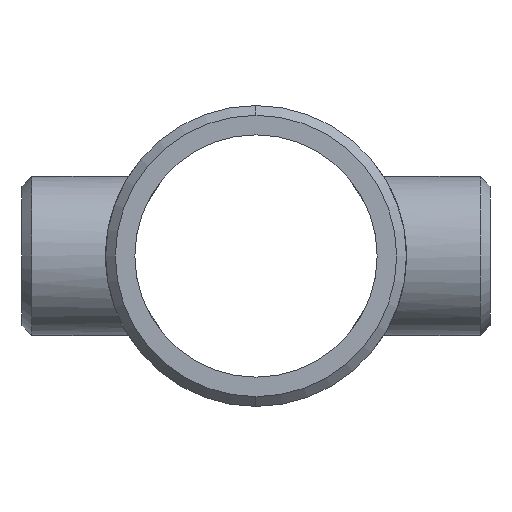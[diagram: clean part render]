
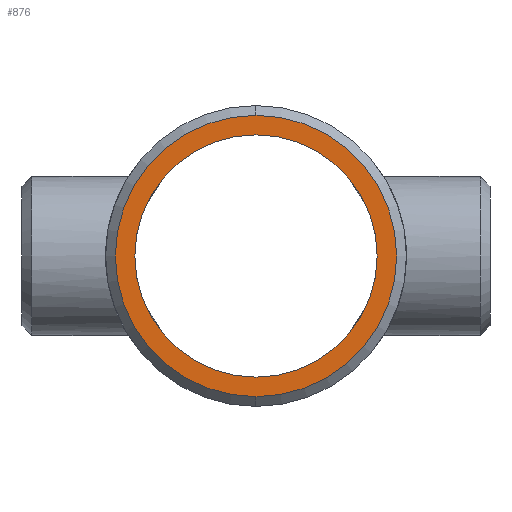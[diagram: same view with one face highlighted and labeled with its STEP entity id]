
A CAD part, left-side view. The second image highlights one B-rep face of the part: STEP entity #876.
In plain terms, the highlighted planar face has unit normal (-1, 0, 0).
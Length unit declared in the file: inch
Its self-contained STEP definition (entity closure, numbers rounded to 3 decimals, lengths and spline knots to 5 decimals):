
#14 = VERTEX_POINT ( 'NONE', #969 ) ;
#16 = AXIS2_PLACEMENT_3D ( 'NONE', #197, #1199, #753 ) ;
#38 = DIRECTION ( 'NONE',  ( -1., 0., 0. ) ) ;
#77 = EDGE_CURVE ( 'NONE', #14, #780, #1096, .T. ) ;
#116 = CARTESIAN_POINT ( 'NONE',  ( -4.12, 0., 0. ) ) ;
#149 = CARTESIAN_POINT ( 'NONE',  ( -4.12, 0., 2.104 ) ) ;
#161 = ORIENTED_EDGE ( 'NONE', *, *, #77, .T. ) ;
#197 = CARTESIAN_POINT ( 'NONE',  ( -4.12, 0., 0. ) ) ;
#210 = CIRCLE ( 'NONE', #683, 2.104 ) ;
#227 = CARTESIAN_POINT ( 'NONE',  ( -4.12, 0., 0. ) ) ;
#365 = ORIENTED_EDGE ( 'NONE', *, *, #611, .T. ) ;
#385 = EDGE_CURVE ( 'NONE', #1141, #1007, #495, .T. ) ;
#468 = ORIENTED_EDGE ( 'NONE', *, *, #1188, .T. ) ;
#487 = DIRECTION ( 'NONE',  ( 1., 0., 0. ) ) ;
#495 = CIRCLE ( 'NONE', #657, 2.104 ) ;
#533 = CARTESIAN_POINT ( 'NONE',  ( -4.12, 0., -1.812 ) ) ;
#547 = CIRCLE ( 'NONE', #16, 1.812 ) ;
#586 = DIRECTION ( 'NONE',  ( 0., 0., 1. ) ) ;
#611 = EDGE_CURVE ( 'NONE', #780, #14, #547, .T. ) ;
#612 = FACE_OUTER_BOUND ( 'NONE', #1105, .T. ) ;
#657 = AXIS2_PLACEMENT_3D ( 'NONE', #872, #38, #853 ) ;
#683 = AXIS2_PLACEMENT_3D ( 'NONE', #855, #700, #586 ) ;
#700 = DIRECTION ( 'NONE',  ( -1., 0., 0. ) ) ;
#709 = AXIS2_PLACEMENT_3D ( 'NONE', #227, #1058, #904 ) ;
#753 = DIRECTION ( 'NONE',  ( 0., 0., 1. ) ) ;
#772 = DIRECTION ( 'NONE',  ( 0., 0., 1. ) ) ;
#780 = VERTEX_POINT ( 'NONE', #533 ) ;
#790 = PLANE ( 'NONE',  #709 ) ;
#804 = FACE_BOUND ( 'NONE', #1097, .T. ) ;
#845 = AXIS2_PLACEMENT_3D ( 'NONE', #116, #487, #772 ) ;
#853 = DIRECTION ( 'NONE',  ( 0., 0., 1. ) ) ;
#855 = CARTESIAN_POINT ( 'NONE',  ( -4.12, 0., 0. ) ) ;
#872 = CARTESIAN_POINT ( 'NONE',  ( -4.12, 0., 0. ) ) ;
#876 = ADVANCED_FACE ( 'NONE', ( #612, #804 ), #790, .T. ) ;
#904 = DIRECTION ( 'NONE',  ( 0., 0., -1. ) ) ;
#916 = CARTESIAN_POINT ( 'NONE',  ( -4.12, 0., -2.104 ) ) ;
#969 = CARTESIAN_POINT ( 'NONE',  ( -4.12, 0., 1.812 ) ) ;
#1007 = VERTEX_POINT ( 'NONE', #916 ) ;
#1055 = ORIENTED_EDGE ( 'NONE', *, *, #385, .T. ) ;
#1058 = DIRECTION ( 'NONE',  ( -1., 0., 0. ) ) ;
#1096 = CIRCLE ( 'NONE', #845, 1.812 ) ;
#1097 = EDGE_LOOP ( 'NONE', ( #161, #365 ) ) ;
#1105 = EDGE_LOOP ( 'NONE', ( #468, #1055 ) ) ;
#1141 = VERTEX_POINT ( 'NONE', #149 ) ;
#1188 = EDGE_CURVE ( 'NONE', #1007, #1141, #210, .T. ) ;
#1199 = DIRECTION ( 'NONE',  ( 1., 0., 0. ) ) ;
